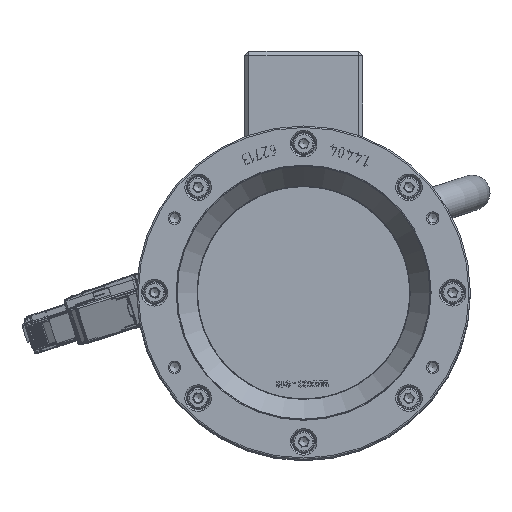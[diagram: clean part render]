
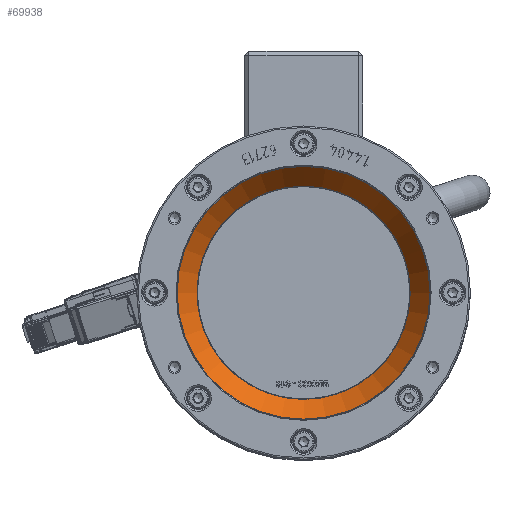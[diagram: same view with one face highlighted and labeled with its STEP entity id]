
A CAD part, top view. The second image highlights one B-rep face of the part: STEP entity #69938.
In plain terms, the highlighted conical face has half-angle 34.992 degrees and reference radius 39.5 mm.
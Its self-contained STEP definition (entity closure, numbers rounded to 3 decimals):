
#7919=FACE_OUTER_BOUND('',#12015,.T.);
#12015=EDGE_LOOP('',(#48607,#48608,#48609,#48610));
#16493=LINE('',#98604,#22651);
#22651=VECTOR('',#80597,39.5);
#28733=CIRCLE('',#74658,42.829);
#28734=CIRCLE('',#74661,36.054);
#31035=VERTEX_POINT('',#98597);
#31036=VERTEX_POINT('',#98603);
#37910=EDGE_CURVE('',#31035,#31035,#28733,.T.);
#37912=EDGE_CURVE('',#31035,#31036,#16493,.T.);
#37913=EDGE_CURVE('',#31036,#31036,#28734,.T.);
#48607=ORIENTED_EDGE('',*,*,#37910,.F.);
#48608=ORIENTED_EDGE('',*,*,#37912,.T.);
#48609=ORIENTED_EDGE('',*,*,#37913,.F.);
#48610=ORIENTED_EDGE('',*,*,#37912,.F.);
#69786=CONICAL_SURFACE('',#74660,39.5,0.611);
#69938=ADVANCED_FACE('',(#7919),#69786,.F.);
#74658=AXIS2_PLACEMENT_3D('',#98599,#80590,#80591);
#74660=AXIS2_PLACEMENT_3D('',#98602,#80595,#80596);
#74661=AXIS2_PLACEMENT_3D('',#98605,#80598,#80599);
#80590=DIRECTION('center_axis',(0.,0.,1.));
#80591=DIRECTION('ref_axis',(1.,0.,0.));
#80595=DIRECTION('center_axis',(0.,0.,-1.));
#80596=DIRECTION('ref_axis',(1.,0.,0.));
#80597=DIRECTION('',(0.573,0.,0.819));
#80598=DIRECTION('center_axis',(0.,0.,-1.));
#80599=DIRECTION('ref_axis',(1.,0.,0.));
#98597=CARTESIAN_POINT('',(-42.829,0.,0.244));
#98599=CARTESIAN_POINT('Origin',(0.,0.,0.244));
#98602=CARTESIAN_POINT('Origin',(0.,0.,5.));
#98603=CARTESIAN_POINT('',(-36.054,0.,9.923));
#98604=CARTESIAN_POINT('',(-39.5,0.,5.));
#98605=CARTESIAN_POINT('Origin',(0.,0.,9.923));
